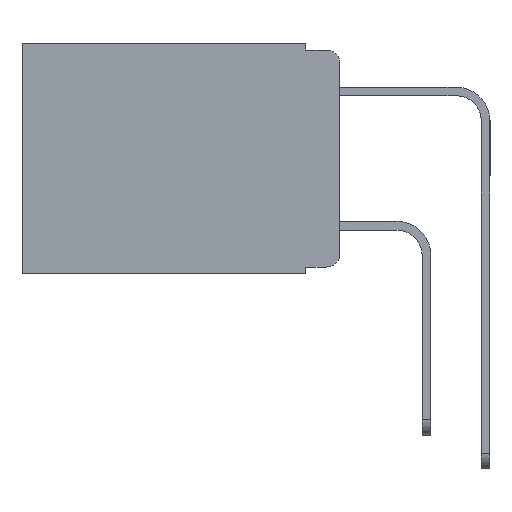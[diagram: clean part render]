
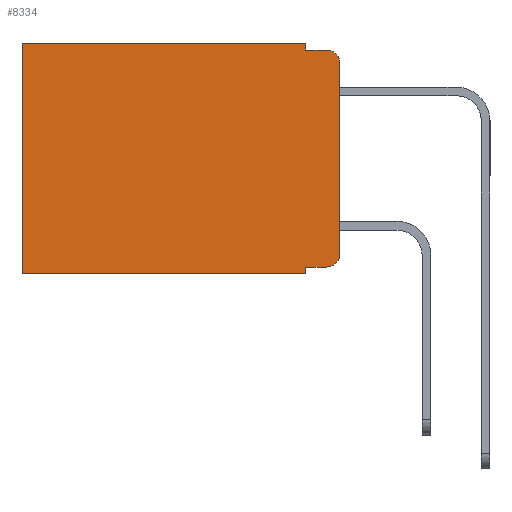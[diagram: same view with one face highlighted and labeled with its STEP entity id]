
A CAD part, left-side view. The second image highlights one B-rep face of the part: STEP entity #8334.
In plain terms, the highlighted planar face has unit normal (-1, 0, 0).
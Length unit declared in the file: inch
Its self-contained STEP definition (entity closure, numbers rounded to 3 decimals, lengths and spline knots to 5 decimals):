
#330 = FACE_OUTER_BOUND ( 'NONE', #11216, .T. ) ;
#418 = DIRECTION ( 'NONE',  ( 0., 1., 0. ) ) ;
#579 = VECTOR ( 'NONE', #418, 39.37008 ) ;
#708 = ORIENTED_EDGE ( 'NONE', *, *, #6690, .T. ) ;
#867 = VERTEX_POINT ( 'NONE', #3542 ) ;
#893 = DIRECTION ( 'NONE',  ( 0., 0., -1. ) ) ;
#927 = EDGE_CURVE ( 'NONE', #4954, #7186, #4534, .T. ) ;
#977 = ORIENTED_EDGE ( 'NONE', *, *, #927, .F. ) ;
#1220 = DIRECTION ( 'NONE',  ( 0., 0., -1. ) ) ;
#1514 = DIRECTION ( 'NONE',  ( 0., -1., 0. ) ) ;
#1643 = LINE ( 'NONE', #2892, #11295 ) ;
#1964 = CARTESIAN_POINT ( 'NONE',  ( 0.298, 0.051, -0.333 ) ) ;
#2278 = ORIENTED_EDGE ( 'NONE', *, *, #10117, .F. ) ;
#2453 = ORIENTED_EDGE ( 'NONE', *, *, #16242, .F. ) ;
#2610 = VERTEX_POINT ( 'NONE', #7118 ) ;
#2770 = AXIS2_PLACEMENT_3D ( 'NONE', #5786, #14620, #7098 ) ;
#2892 = CARTESIAN_POINT ( 'NONE',  ( 0.298, 0.051, -0.01 ) ) ;
#2980 = ORIENTED_EDGE ( 'NONE', *, *, #9609, .T. ) ;
#3263 = VERTEX_POINT ( 'NONE', #13547 ) ;
#3542 = CARTESIAN_POINT ( 'NONE',  ( 0.298, 0.02, -0.333 ) ) ;
#4085 = ORIENTED_EDGE ( 'NONE', *, *, #9470, .T. ) ;
#4191 = ORIENTED_EDGE ( 'NONE', *, *, #7019, .F. ) ;
#4391 = AXIS2_PLACEMENT_3D ( 'NONE', #13157, #5517, #14362 ) ;
#4483 = CARTESIAN_POINT ( 'NONE',  ( 0.298, 0., -0.343 ) ) ;
#4534 = LINE ( 'NONE', #7259, #14680 ) ;
#4765 = LINE ( 'NONE', #6573, #11221 ) ;
#4924 = EDGE_CURVE ( 'NONE', #2610, #13909, #1643, .T. ) ;
#4954 = VERTEX_POINT ( 'NONE', #6930 ) ;
#5228 = LINE ( 'NONE', #1964, #12041 ) ;
#5466 = PLANE ( 'NONE',  #4391 ) ;
#5517 = DIRECTION ( 'NONE',  ( 1., 0., 0. ) ) ;
#5538 = VERTEX_POINT ( 'NONE', #10613 ) ;
#5727 = ORIENTED_EDGE ( 'NONE', *, *, #4924, .F. ) ;
#5786 = CARTESIAN_POINT ( 'NONE',  ( 0.298, 0.02, -0.03 ) ) ;
#6322 = VERTEX_POINT ( 'NONE', #9705 ) ;
#6573 = CARTESIAN_POINT ( 'NONE',  ( 0.298, 0.473, 0. ) ) ;
#6665 = DIRECTION ( 'NONE',  ( 0., 0., -1. ) ) ;
#6690 = EDGE_CURVE ( 'NONE', #4954, #13909, #11110, .T. ) ;
#6744 = CARTESIAN_POINT ( 'NONE',  ( 0.298, 0.051, 0. ) ) ;
#6847 = VECTOR ( 'NONE', #10432, 39.37008 ) ;
#6930 = CARTESIAN_POINT ( 'NONE',  ( 0.298, 0., -0.03 ) ) ;
#7019 = EDGE_CURVE ( 'NONE', #10674, #2610, #10531, .T. ) ;
#7098 = DIRECTION ( 'NONE',  ( 0., 0., -1. ) ) ;
#7118 = CARTESIAN_POINT ( 'NONE',  ( 0.298, 0.051, -0.01 ) ) ;
#7119 = AXIS2_PLACEMENT_3D ( 'NONE', #7621, #16309, #8922 ) ;
#7186 = VERTEX_POINT ( 'NONE', #14609 ) ;
#7259 = CARTESIAN_POINT ( 'NONE',  ( 0.298, 0., 0. ) ) ;
#7430 = LINE ( 'NONE', #12653, #9640 ) ;
#7602 = ORIENTED_EDGE ( 'NONE', *, *, #11806, .T. ) ;
#7621 = CARTESIAN_POINT ( 'NONE',  ( 0.298, 0.02, -0.313 ) ) ;
#7726 = LINE ( 'NONE', #4483, #579 ) ;
#8119 = CARTESIAN_POINT ( 'NONE',  ( 0.298, 0.473, 0. ) ) ;
#8334 = ADVANCED_FACE ( 'NONE', ( #330 ), #5466, .F. ) ;
#8922 = DIRECTION ( 'NONE',  ( 0., 0., -1. ) ) ;
#8970 = VERTEX_POINT ( 'NONE', #8119 ) ;
#9470 = EDGE_CURVE ( 'NONE', #10674, #8970, #10258, .T. ) ;
#9609 = EDGE_CURVE ( 'NONE', #8970, #3263, #4765, .T. ) ;
#9640 = VECTOR ( 'NONE', #893, 39.37008 ) ;
#9694 = ORIENTED_EDGE ( 'NONE', *, *, #15400, .T. ) ;
#9705 = CARTESIAN_POINT ( 'NONE',  ( 0.298, 0.051, -0.333 ) ) ;
#10117 = EDGE_CURVE ( 'NONE', #6322, #5538, #7430, .T. ) ;
#10258 = LINE ( 'NONE', #14130, #6847 ) ;
#10432 = DIRECTION ( 'NONE',  ( 0., 1., 0. ) ) ;
#10531 = LINE ( 'NONE', #6744, #16267 ) ;
#10613 = CARTESIAN_POINT ( 'NONE',  ( 0.298, 0.051, -0.343 ) ) ;
#10674 = VERTEX_POINT ( 'NONE', #15138 ) ;
#11110 = CIRCLE ( 'NONE', #2770, 0.02 ) ;
#11216 = EDGE_LOOP ( 'NONE', ( #977, #708, #5727, #4191, #4085, #2980, #2453, #2278, #7602, #9694 ) ) ;
#11221 = VECTOR ( 'NONE', #1220, 39.37008 ) ;
#11295 = VECTOR ( 'NONE', #1514, 39.37008 ) ;
#11806 = EDGE_CURVE ( 'NONE', #6322, #867, #5228, .T. ) ;
#11933 = CIRCLE ( 'NONE', #7119, 0.02 ) ;
#12041 = VECTOR ( 'NONE', #13569, 39.37008 ) ;
#12653 = CARTESIAN_POINT ( 'NONE',  ( 0.298, 0.051, 0. ) ) ;
#13157 = CARTESIAN_POINT ( 'NONE',  ( 0.298, 0., 0. ) ) ;
#13547 = CARTESIAN_POINT ( 'NONE',  ( 0.298, 0.473, -0.343 ) ) ;
#13569 = DIRECTION ( 'NONE',  ( 0., -1., 0. ) ) ;
#13909 = VERTEX_POINT ( 'NONE', #14095 ) ;
#14095 = CARTESIAN_POINT ( 'NONE',  ( 0.298, 0.02, -0.01 ) ) ;
#14130 = CARTESIAN_POINT ( 'NONE',  ( 0.298, 0., 0. ) ) ;
#14362 = DIRECTION ( 'NONE',  ( 0., 0., -1. ) ) ;
#14609 = CARTESIAN_POINT ( 'NONE',  ( 0.298, 0., -0.313 ) ) ;
#14620 = DIRECTION ( 'NONE',  ( -1., 0., 0. ) ) ;
#14680 = VECTOR ( 'NONE', #6665, 39.37008 ) ;
#15138 = CARTESIAN_POINT ( 'NONE',  ( 0.298, 0.051, 0. ) ) ;
#15400 = EDGE_CURVE ( 'NONE', #867, #7186, #11933, .T. ) ;
#15516 = DIRECTION ( 'NONE',  ( 0., 0., -1. ) ) ;
#16242 = EDGE_CURVE ( 'NONE', #5538, #3263, #7726, .T. ) ;
#16267 = VECTOR ( 'NONE', #15516, 39.37008 ) ;
#16309 = DIRECTION ( 'NONE',  ( -1., 0., 0. ) ) ;
